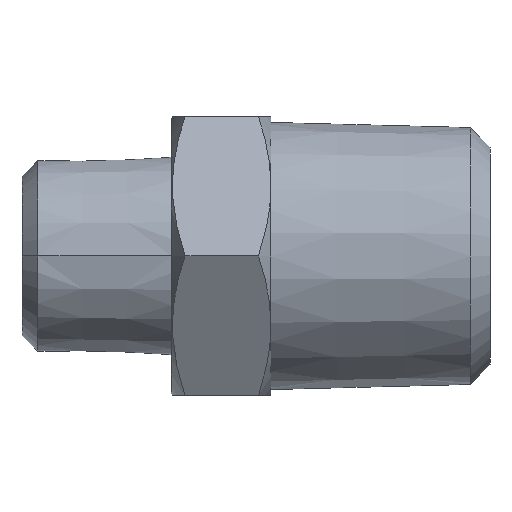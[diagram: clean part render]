
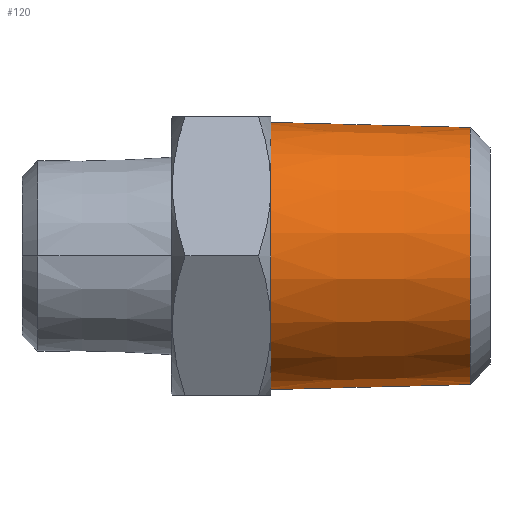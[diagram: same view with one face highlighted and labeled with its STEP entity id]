
A CAD part, left-side view. The second image highlights one B-rep face of the part: STEP entity #120.
In plain terms, the highlighted conical face has half-angle 1.47 degrees and reference radius 6.707 mm.
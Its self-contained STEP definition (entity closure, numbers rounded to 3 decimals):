
#111 = ORIENTED_EDGE ( 'NONE', *, *, #243, .T. ) ;
#113 = ORIENTED_EDGE ( 'NONE', *, *, #252, .F. ) ;
#114 = ORIENTED_EDGE ( 'NONE', *, *, #125, .F. ) ;
#119 = EDGE_CURVE ( 'NONE', #242, #253, #973, .T. ) ;
#120 = ADVANCED_FACE ( 'NONE', ( #1031 ), #1053, .T. ) ;
#125 = EDGE_CURVE ( 'NONE', #244, #227, #536, .T. ) ;
#131 = ORIENTED_EDGE ( 'NONE', *, *, #119, .T. ) ;
#136 = EDGE_LOOP ( 'NONE', ( #113, #114, #111, #131 ) ) ;
#227 = VERTEX_POINT ( 'NONE', #380 ) ;
#242 = VERTEX_POINT ( 'NONE', #929 ) ;
#243 = EDGE_CURVE ( 'NONE', #244, #242, #903, .T. ) ;
#244 = VERTEX_POINT ( 'NONE', #913 ) ;
#252 = EDGE_CURVE ( 'NONE', #227, #253, #872, .T. ) ;
#253 = VERTEX_POINT ( 'NONE', #957 ) ;
#380 = CARTESIAN_POINT ( 'NONE',  ( 0., -10.75, -6.45 ) ) ;
#535 = DIRECTION ( 'NONE',  ( 0., -1., 0. ) ) ;
#536 = CIRCLE ( 'NONE', #546, 6.45 ) ;
#537 = DIRECTION ( 'NONE',  ( 0., 0., -1. ) ) ;
#545 = CARTESIAN_POINT ( 'NONE',  ( 0., -10.75, 0. ) ) ;
#546 = AXIS2_PLACEMENT_3D ( 'NONE', #545, #535, #537 ) ;
#784 = VECTOR ( 'NONE', #785, 1000. ) ;
#785 = DIRECTION ( 'NONE',  ( 0., 1., -0.026 ) ) ;
#871 = CARTESIAN_POINT ( 'NONE',  ( 0., -0.75, -6.707 ) ) ;
#872 = LINE ( 'NONE', #871, #784 ) ;
#903 = LINE ( 'NONE', #916, #915 ) ;
#913 = CARTESIAN_POINT ( 'NONE',  ( 0., -10.75, 6.45 ) ) ;
#914 = DIRECTION ( 'NONE',  ( 0., 1., 0.026 ) ) ;
#915 = VECTOR ( 'NONE', #914, 1000. ) ;
#916 = CARTESIAN_POINT ( 'NONE',  ( 0., -0.75, 6.707 ) ) ;
#929 = CARTESIAN_POINT ( 'NONE',  ( 0., -0.75, 6.707 ) ) ;
#957 = CARTESIAN_POINT ( 'NONE',  ( 0., -0.75, -6.707 ) ) ;
#970 = AXIS2_PLACEMENT_3D ( 'NONE', #985, #984, #983 ) ;
#973 = CIRCLE ( 'NONE', #970, 6.707 ) ;
#983 = DIRECTION ( 'NONE',  ( 0., 0., -1. ) ) ;
#984 = DIRECTION ( 'NONE',  ( 0., -1., 0. ) ) ;
#985 = CARTESIAN_POINT ( 'NONE',  ( 0., -0.75, 0. ) ) ;
#1031 = FACE_OUTER_BOUND ( 'NONE', #136, .T. ) ;
#1042 = CARTESIAN_POINT ( 'NONE',  ( 0., -0.75, 0. ) ) ;
#1047 = DIRECTION ( 'NONE',  ( 0., 1., 0. ) ) ;
#1050 = DIRECTION ( 'NONE',  ( 0., 0., 1. ) ) ;
#1053 = CONICAL_SURFACE ( 'NONE', #1055, 6.707, 0.026 ) ;
#1055 = AXIS2_PLACEMENT_3D ( 'NONE', #1042, #1047, #1050 ) ;
